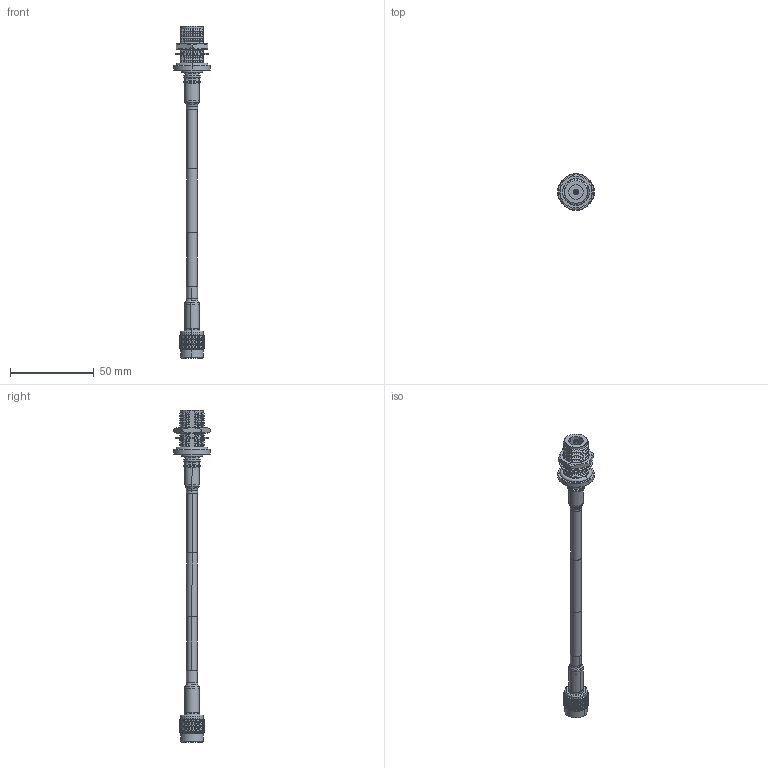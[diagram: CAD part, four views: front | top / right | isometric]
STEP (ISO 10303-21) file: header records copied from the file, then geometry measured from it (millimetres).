
FILE_DESCRIPTION (( 'STEP AP214' ), '1' );
FILE_NAME ('FMCA3247-HS2_3D.step', '2023-05-10T07:46:42', ( '' ), ( '' ), 'SwSTEP 2.0', 'SolidWorks 2022', '' );
FILE_SCHEMA (( 'AUTOMOTIVE_DESIGN' ));
Length unit declared in the file: inch
Products named in the file (16): Copy of HeatShrink_SC4272^FMCA3247-HS2; ANF-3700-MA4; SC4272-MA1; TC-240-NF-BH-X; SC4272; TC-240-NF-BH-X-MA4; Copy of HeatShrink_TC-240-NF-BH-X^FMCA3247-HS2; TC-240-NF-BH-X-MA3; SC4272-MA2; LMR-240-BULK; TC-240-NF-BH-X-MA1; FMCA3247-HS2_3D; TC-240-NF-BH-X-MA2; 3AA03-013; 3AA02-017
Assembly tree (15 placements, depth 3):
  FMCA3247-HS2_3D
    SC4272
      SC4272
      SC4272-MA1
      SC4272-MA2
    LMR-240-BULK
    Copy of HeatShrink_TC-240-NF-BH-X^FMCA3247-HS2
    TC-240-NF-BH-X
      TC-240-NF-BH-X-MA1
      TC-240-NF-BH-X-MA2
      TC-240-NF-BH-X-MA3
      TC-240-NF-BH-X-MA4
      3AA02-017
      3AA03-013
      ANF-3700-MA4
    Copy of HeatShrink_SC4272^FMCA3247-HS2
Bounding box: 21.8 x 22 x 197.89 mm (x, y, z)
Volume: 14600 mm3; surface area: 13513.1 mm2
Topology: 13 solids, 13 shells, 2124 faces, 4847 edges, 2773 vertices
Faces by surface type: bspline 1200, cylinder 574, cone 195, plane 141, torus 14
Entity records: 145954 total; most frequent: CARTESIAN_POINT 111142, ORIENTED_EDGE 9690, EDGE_CURVE 4845, DIRECTION 4169, VERTEX_POINT 2773, EDGE_LOOP 2168, FACE_OUTER_BOUND 2124, ADVANCED_FACE 2124
